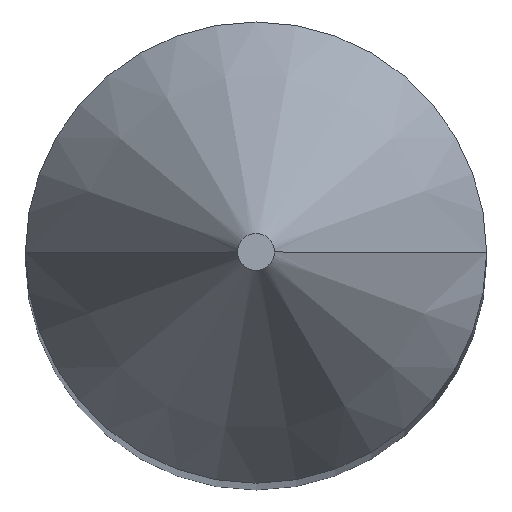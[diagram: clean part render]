
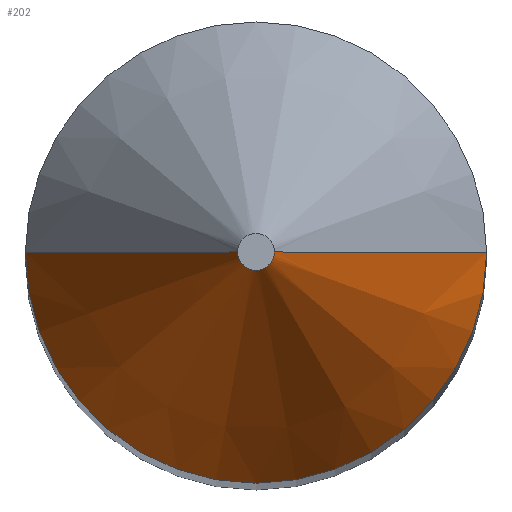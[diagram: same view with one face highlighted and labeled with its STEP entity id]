
A CAD part, top view. The second image highlights one B-rep face of the part: STEP entity #202.
In plain terms, the highlighted conical face has half-angle 30 degrees and reference radius 0.254 mm.
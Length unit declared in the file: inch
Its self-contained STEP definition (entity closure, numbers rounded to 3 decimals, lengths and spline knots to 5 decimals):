
#9 = DIRECTION ( 'NONE',  ( -1., 0., 0. ) ) ;
#12 = AXIS2_PLACEMENT_3D ( 'NONE', #128, #37, #107 ) ;
#18 = CONICAL_SURFACE ( 'NONE', #12, 0.01, 0.524 ) ;
#22 = ORIENTED_EDGE ( 'NONE', *, *, #144, .T. ) ;
#32 = LINE ( 'NONE', #139, #244 ) ;
#35 = DIRECTION ( 'NONE',  ( -0.5, 0., -0.866 ) ) ;
#37 = DIRECTION ( 'NONE',  ( 0., 0., -1. ) ) ;
#42 = ORIENTED_EDGE ( 'NONE', *, *, #68, .T. ) ;
#50 = DIRECTION ( 'NONE',  ( -1., 0., 0. ) ) ;
#55 = FACE_OUTER_BOUND ( 'NONE', #118, .T. ) ;
#61 = VERTEX_POINT ( 'NONE', #220 ) ;
#68 = EDGE_CURVE ( 'NONE', #116, #61, #104, .T. ) ;
#73 = CIRCLE ( 'NONE', #218, 0.125 ) ;
#74 = ORIENTED_EDGE ( 'NONE', *, *, #91, .F. ) ;
#83 = AXIS2_PLACEMENT_3D ( 'NONE', #84, #106, #9 ) ;
#84 = CARTESIAN_POINT ( 'NONE',  ( 0., 0., 2.5 ) ) ;
#91 = EDGE_CURVE ( 'NONE', #114, #155, #32, .T. ) ;
#102 = CARTESIAN_POINT ( 'NONE',  ( 0.01, 0., 2.5 ) ) ;
#104 = LINE ( 'NONE', #239, #185 ) ;
#106 = DIRECTION ( 'NONE',  ( 0., 0., -1. ) ) ;
#107 = DIRECTION ( 'NONE',  ( 1., 0., 0. ) ) ;
#114 = VERTEX_POINT ( 'NONE', #102 ) ;
#116 = VERTEX_POINT ( 'NONE', #120 ) ;
#118 = EDGE_LOOP ( 'NONE', ( #22, #42, #135, #74 ) ) ;
#120 = CARTESIAN_POINT ( 'NONE',  ( -0.01, 0., 2.5 ) ) ;
#124 = CARTESIAN_POINT ( 'NONE',  ( 0.125, 0., 2.30081 ) ) ;
#128 = CARTESIAN_POINT ( 'NONE',  ( 0., 0., 2.5 ) ) ;
#135 = ORIENTED_EDGE ( 'NONE', *, *, #152, .F. ) ;
#139 = CARTESIAN_POINT ( 'NONE',  ( 0.01, 0., 2.5 ) ) ;
#144 = EDGE_CURVE ( 'NONE', #114, #116, #164, .T. ) ;
#152 = EDGE_CURVE ( 'NONE', #155, #61, #73, .T. ) ;
#155 = VERTEX_POINT ( 'NONE', #124 ) ;
#158 = DIRECTION ( 'NONE',  ( 0.5, 0., -0.866 ) ) ;
#159 = DIRECTION ( 'NONE',  ( 0., 0., -1. ) ) ;
#164 = CIRCLE ( 'NONE', #83, 0.01 ) ;
#185 = VECTOR ( 'NONE', #35, 39.37008 ) ;
#200 = CARTESIAN_POINT ( 'NONE',  ( 0., 0., 2.30081 ) ) ;
#202 = ADVANCED_FACE ( 'NONE', ( #55 ), #18, .T. ) ;
#218 = AXIS2_PLACEMENT_3D ( 'NONE', #200, #159, #50 ) ;
#220 = CARTESIAN_POINT ( 'NONE',  ( -0.125, 0., 2.30081 ) ) ;
#239 = CARTESIAN_POINT ( 'NONE',  ( -0.01, 0., 2.5 ) ) ;
#244 = VECTOR ( 'NONE', #158, 39.37008 ) ;
